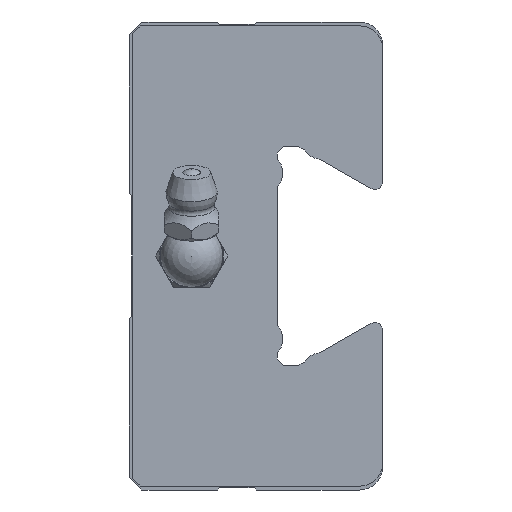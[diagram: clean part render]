
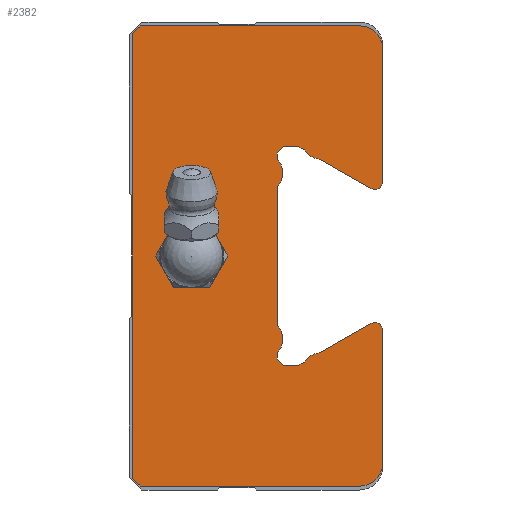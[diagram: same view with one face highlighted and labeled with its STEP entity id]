
A CAD part, left-side view. The second image highlights one B-rep face of the part: STEP entity #2382.
In plain terms, the highlighted planar face has unit normal (-1, 0, 0).
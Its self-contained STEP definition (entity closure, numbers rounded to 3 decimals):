
#104=LINE('',#3762,#324);
#120=LINE('',#3795,#340);
#126=LINE('',#3809,#346);
#133=LINE('',#3838,#353);
#188=LINE('',#3949,#408);
#193=LINE('',#3958,#413);
#195=LINE('',#3963,#415);
#198=LINE('',#3969,#418);
#199=LINE('',#3971,#419);
#200=LINE('',#3975,#420);
#201=LINE('',#3979,#421);
#202=LINE('',#3981,#422);
#203=LINE('',#3983,#423);
#204=LINE('',#3985,#424);
#205=LINE('',#3989,#425);
#206=LINE('',#3993,#426);
#207=LINE('',#3995,#427);
#208=LINE('',#3997,#428);
#209=LINE('',#3999,#429);
#210=LINE('',#4003,#430);
#324=VECTOR('',#2952,1000.);
#340=VECTOR('',#2974,1000.);
#346=VECTOR('',#2986,1000.);
#353=VECTOR('',#3015,1000.);
#408=VECTOR('',#3100,1000.);
#413=VECTOR('',#3109,1000.);
#415=VECTOR('',#3113,1000.);
#418=VECTOR('',#3120,1000.);
#419=VECTOR('',#3121,1000.);
#420=VECTOR('',#3124,1000.);
#421=VECTOR('',#3127,1000.);
#422=VECTOR('',#3128,1000.);
#423=VECTOR('',#3129,1000.);
#424=VECTOR('',#3130,1000.);
#425=VECTOR('',#3133,1000.);
#426=VECTOR('',#3136,1000.);
#427=VECTOR('',#3137,1000.);
#428=VECTOR('',#3138,1000.);
#429=VECTOR('',#3139,1000.);
#430=VECTOR('',#3142,1000.);
#528=PLANE('',#2603);
#638=CIRCLE('',#2577,3.);
#642=CIRCLE('',#2583,3.);
#648=CIRCLE('',#2604,3.);
#649=CIRCLE('',#2605,1.);
#650=CIRCLE('',#2606,2.483);
#651=CIRCLE('',#2607,2.477);
#652=CIRCLE('',#2608,2.477);
#653=CIRCLE('',#2609,2.483);
#654=CIRCLE('',#2610,1.);
#1048=ORIENTED_EDGE('',*,*,#1569,.T.);
#1049=ORIENTED_EDGE('',*,*,#1570,.T.);
#1050=ORIENTED_EDGE('',*,*,#1564,.F.);
#1051=ORIENTED_EDGE('',*,*,#1488,.F.);
#1052=ORIENTED_EDGE('',*,*,#1484,.F.);
#1053=ORIENTED_EDGE('',*,*,#1477,.F.);
#1054=ORIENTED_EDGE('',*,*,#1559,.F.);
#1055=ORIENTED_EDGE('',*,*,#1461,.F.);
#1056=ORIENTED_EDGE('',*,*,#1499,.F.);
#1057=ORIENTED_EDGE('',*,*,#1496,.F.);
#1058=ORIENTED_EDGE('',*,*,#1566,.F.);
#1059=ORIENTED_EDGE('',*,*,#1571,.T.);
#1060=ORIENTED_EDGE('',*,*,#1572,.F.);
#1061=ORIENTED_EDGE('',*,*,#1573,.T.);
#1062=ORIENTED_EDGE('',*,*,#1574,.F.);
#1063=ORIENTED_EDGE('',*,*,#1575,.T.);
#1064=ORIENTED_EDGE('',*,*,#1576,.T.);
#1065=ORIENTED_EDGE('',*,*,#1577,.T.);
#1066=ORIENTED_EDGE('',*,*,#1578,.T.);
#1067=ORIENTED_EDGE('',*,*,#1579,.F.);
#1068=ORIENTED_EDGE('',*,*,#1580,.T.);
#1069=ORIENTED_EDGE('',*,*,#1581,.F.);
#1070=ORIENTED_EDGE('',*,*,#1582,.T.);
#1071=ORIENTED_EDGE('',*,*,#1583,.T.);
#1072=ORIENTED_EDGE('',*,*,#1584,.T.);
#1073=ORIENTED_EDGE('',*,*,#1585,.T.);
#1074=ORIENTED_EDGE('',*,*,#1586,.F.);
#1075=ORIENTED_EDGE('',*,*,#1587,.T.);
#1076=ORIENTED_EDGE('',*,*,#1588,.F.);
#1461=EDGE_CURVE('',#1753,#1754,#104,.T.);
#1477=EDGE_CURVE('',#1767,#1768,#120,.T.);
#1484=EDGE_CURVE('',#1768,#1773,#126,.T.);
#1488=EDGE_CURVE('',#1773,#1775,#638,.T.);
#1496=EDGE_CURVE('',#1782,#1783,#642,.T.);
#1499=EDGE_CURVE('',#1783,#1753,#133,.T.);
#1559=EDGE_CURVE('',#1754,#1767,#188,.T.);
#1564=EDGE_CURVE('',#1775,#1826,#193,.T.);
#1566=EDGE_CURVE('',#1827,#1782,#195,.T.);
#1569=EDGE_CURVE('',#1829,#1829,#648,.T.);
#1570=EDGE_CURVE('',#1830,#1826,#198,.T.);
#1571=EDGE_CURVE('',#1827,#1831,#199,.T.);
#1572=EDGE_CURVE('',#1832,#1831,#649,.T.);
#1573=EDGE_CURVE('',#1832,#1833,#200,.T.);
#1574=EDGE_CURVE('',#1834,#1833,#650,.T.);
#1575=EDGE_CURVE('',#1834,#1835,#201,.T.);
#1576=EDGE_CURVE('',#1835,#1836,#202,.T.);
#1577=EDGE_CURVE('',#1836,#1837,#203,.T.);
#1578=EDGE_CURVE('',#1837,#1838,#204,.T.);
#1579=EDGE_CURVE('',#1839,#1838,#651,.T.);
#1580=EDGE_CURVE('',#1839,#1840,#205,.T.);
#1581=EDGE_CURVE('',#1841,#1840,#652,.T.);
#1582=EDGE_CURVE('',#1841,#1842,#206,.T.);
#1583=EDGE_CURVE('',#1842,#1843,#207,.T.);
#1584=EDGE_CURVE('',#1843,#1844,#208,.T.);
#1585=EDGE_CURVE('',#1844,#1845,#209,.T.);
#1586=EDGE_CURVE('',#1846,#1845,#653,.T.);
#1587=EDGE_CURVE('',#1846,#1847,#210,.T.);
#1588=EDGE_CURVE('',#1830,#1847,#654,.T.);
#1753=VERTEX_POINT('',#3761);
#1754=VERTEX_POINT('',#3763);
#1767=VERTEX_POINT('',#3794);
#1768=VERTEX_POINT('',#3796);
#1773=VERTEX_POINT('',#3810);
#1775=VERTEX_POINT('',#3817);
#1782=VERTEX_POINT('',#3832);
#1783=VERTEX_POINT('',#3834);
#1826=VERTEX_POINT('',#3955);
#1827=VERTEX_POINT('',#3961);
#1829=VERTEX_POINT('',#3968);
#1830=VERTEX_POINT('',#3970);
#1831=VERTEX_POINT('',#3972);
#1832=VERTEX_POINT('',#3974);
#1833=VERTEX_POINT('',#3976);
#1834=VERTEX_POINT('',#3978);
#1835=VERTEX_POINT('',#3980);
#1836=VERTEX_POINT('',#3982);
#1837=VERTEX_POINT('',#3984);
#1838=VERTEX_POINT('',#3986);
#1839=VERTEX_POINT('',#3988);
#1840=VERTEX_POINT('',#3990);
#1841=VERTEX_POINT('',#3992);
#1842=VERTEX_POINT('',#3994);
#1843=VERTEX_POINT('',#3996);
#1844=VERTEX_POINT('',#3998);
#1845=VERTEX_POINT('',#4000);
#1846=VERTEX_POINT('',#4002);
#1847=VERTEX_POINT('',#4004);
#2004=EDGE_LOOP('',(#1048));
#2005=EDGE_LOOP('',(#1049,#1050,#1051,#1052,#1053,#1054,#1055,#1056,#1057,
#1058,#1059,#1060,#1061,#1062,#1063,#1064,#1065,#1066,#1067,#1068,#1069,
#1070,#1071,#1072,#1073,#1074,#1075,#1076));
#2187=FACE_BOUND('',#2004,.T.);
#2188=FACE_BOUND('',#2005,.T.);
#2382=ADVANCED_FACE('',(#2187,#2188),#528,.F.);
#2577=AXIS2_PLACEMENT_3D('',#3816,#2994,#2995);
#2583=AXIS2_PLACEMENT_3D('',#3833,#3009,#3010);
#2603=AXIS2_PLACEMENT_3D('',#3966,#3116,#3117);
#2604=AXIS2_PLACEMENT_3D('',#3967,#3118,#3119);
#2605=AXIS2_PLACEMENT_3D('',#3973,#3122,#3123);
#2606=AXIS2_PLACEMENT_3D('',#3977,#3125,#3126);
#2607=AXIS2_PLACEMENT_3D('',#3987,#3131,#3132);
#2608=AXIS2_PLACEMENT_3D('',#3991,#3134,#3135);
#2609=AXIS2_PLACEMENT_3D('',#4001,#3140,#3141);
#2610=AXIS2_PLACEMENT_3D('',#4005,#3143,#3144);
#2952=DIRECTION('',(0.,0.707,0.707));
#2974=DIRECTION('',(0.,-0.707,0.707));
#2986=DIRECTION('',(0.,-1.,0.));
#2994=DIRECTION('',(1.,0.,0.));
#2995=DIRECTION('',(0.,0.,-1.));
#3009=DIRECTION('',(1.,0.,0.));
#3010=DIRECTION('',(0.,0.,-1.));
#3015=DIRECTION('',(0.,1.,0.));
#3100=DIRECTION('',(0.,0.,1.));
#3109=DIRECTION('',(0.,0.,-1.));
#3113=DIRECTION('',(0.,0.,-1.));
#3116=DIRECTION('',(1.,0.,0.));
#3117=DIRECTION('',(0.,0.,-1.));
#3118=DIRECTION('',(1.,0.,0.));
#3119=DIRECTION('',(0.,0.,-1.));
#3120=DIRECTION('',(0.,-0.5,0.866));
#3121=DIRECTION('',(0.,0.5,0.866));
#3122=DIRECTION('',(1.,0.,0.));
#3123=DIRECTION('',(0.,0.,-1.));
#3124=DIRECTION('',(0.,0.869,-0.495));
#3125=DIRECTION('',(1.,0.,0.));
#3126=DIRECTION('',(0.,0.,-1.));
#3127=DIRECTION('',(0.,0.87,-0.494));
#3128=DIRECTION('',(0.,1.,0.));
#3129=DIRECTION('',(0.,0.707,0.707));
#3130=DIRECTION('',(0.,0.,1.));
#3131=DIRECTION('',(1.,0.,0.));
#3132=DIRECTION('',(0.,0.,-1.));
#3133=DIRECTION('',(0.,0.,1.));
#3134=DIRECTION('',(1.,0.,0.));
#3135=DIRECTION('',(0.,0.,-1.));
#3136=DIRECTION('',(0.,0.,1.));
#3137=DIRECTION('',(0.,-0.707,0.707));
#3138=DIRECTION('',(0.,-1.,0.));
#3139=DIRECTION('',(0.,-0.87,-0.494));
#3140=DIRECTION('',(1.,0.,0.));
#3141=DIRECTION('',(0.,0.,-1.));
#3142=DIRECTION('',(0.,-0.869,-0.495));
#3143=DIRECTION('',(1.,0.,0.));
#3144=DIRECTION('',(0.,0.,-1.));
#3761=CARTESIAN_POINT('',(-48.5,31.1,-29.5));
#3762=CARTESIAN_POINT('',(-48.5,31.1,-29.5));
#3763=CARTESIAN_POINT('',(-48.5,32.1,-28.5));
#3794=CARTESIAN_POINT('',(-48.5,32.1,28.5));
#3795=CARTESIAN_POINT('',(-48.5,32.1,28.5));
#3796=CARTESIAN_POINT('',(-48.5,31.1,29.5));
#3809=CARTESIAN_POINT('',(-48.5,31.1,29.5));
#3810=CARTESIAN_POINT('',(-48.5,3.,29.5));
#3816=CARTESIAN_POINT('',(-48.5,3.,26.5));
#3817=CARTESIAN_POINT('',(-48.5,0.,26.5));
#3832=CARTESIAN_POINT('',(-48.5,0.,-26.5));
#3833=CARTESIAN_POINT('',(-48.5,3.,-26.5));
#3834=CARTESIAN_POINT('',(-48.5,3.,-29.5));
#3838=CARTESIAN_POINT('',(-48.5,3.,-29.5));
#3949=CARTESIAN_POINT('',(-48.5,32.1,-28.5));
#3955=CARTESIAN_POINT('',(-48.5,0.,9.266));
#3958=CARTESIAN_POINT('',(-48.5,0.,26.5));
#3961=CARTESIAN_POINT('',(-48.5,0.,-9.266));
#3963=CARTESIAN_POINT('',(-48.5,0.,26.5));
#3966=CARTESIAN_POINT('',(-48.5,3.,26.5));
#3967=CARTESIAN_POINT('',(-48.5,24.5,0.));
#3968=CARTESIAN_POINT('',(-48.5,24.5,-3.));
#3969=CARTESIAN_POINT('',(-48.5,0.142,9.02));
#3970=CARTESIAN_POINT('',(-48.5,0.142,9.02));
#3971=CARTESIAN_POINT('',(-48.5,-2.73,-14.));
#3972=CARTESIAN_POINT('',(-48.5,0.142,-9.02));
#3973=CARTESIAN_POINT('',(-48.5,1.008,-9.52));
#3974=CARTESIAN_POINT('',(-48.5,1.518,-8.66));
#3975=CARTESIAN_POINT('',(-48.5,1.518,-8.66));
#3976=CARTESIAN_POINT('',(-48.5,8.13,-12.425));
#3977=CARTESIAN_POINT('',(-48.5,7.93,-14.9));
#3978=CARTESIAN_POINT('',(-48.5,10.045,-13.6));
#3979=CARTESIAN_POINT('',(-48.5,10.045,-13.6));
#3980=CARTESIAN_POINT('',(-48.5,10.75,-14.));
#3981=CARTESIAN_POINT('',(-48.5,10.75,-14.));
#3982=CARTESIAN_POINT('',(-48.5,12.71,-14.));
#3983=CARTESIAN_POINT('',(-48.5,12.71,-14.));
#3984=CARTESIAN_POINT('',(-48.5,13.5,-13.21));
#3985=CARTESIAN_POINT('',(-48.5,13.5,-13.21));
#3986=CARTESIAN_POINT('',(-48.5,13.5,-12.362));
#3987=CARTESIAN_POINT('',(-48.5,15.29,-10.65));
#3988=CARTESIAN_POINT('',(-48.5,13.5,-8.938));
#3989=CARTESIAN_POINT('',(-48.5,13.5,-8.938));
#3990=CARTESIAN_POINT('',(-48.5,13.5,8.938));
#3991=CARTESIAN_POINT('',(-48.5,15.29,10.65));
#3992=CARTESIAN_POINT('',(-48.5,13.5,12.362));
#3993=CARTESIAN_POINT('',(-48.5,13.5,12.362));
#3994=CARTESIAN_POINT('',(-48.5,13.5,13.21));
#3995=CARTESIAN_POINT('',(-48.5,13.5,13.21));
#3996=CARTESIAN_POINT('',(-48.5,12.71,14.));
#3997=CARTESIAN_POINT('',(-48.5,12.71,14.));
#3998=CARTESIAN_POINT('',(-48.5,10.75,14.));
#3999=CARTESIAN_POINT('',(-48.5,10.75,14.));
#4000=CARTESIAN_POINT('',(-48.5,10.045,13.6));
#4001=CARTESIAN_POINT('',(-48.5,7.93,14.9));
#4002=CARTESIAN_POINT('',(-48.5,8.13,12.425));
#4003=CARTESIAN_POINT('',(-48.5,8.13,12.425));
#4004=CARTESIAN_POINT('',(-48.5,1.518,8.66));
#4005=CARTESIAN_POINT('',(-48.5,1.008,9.52));
